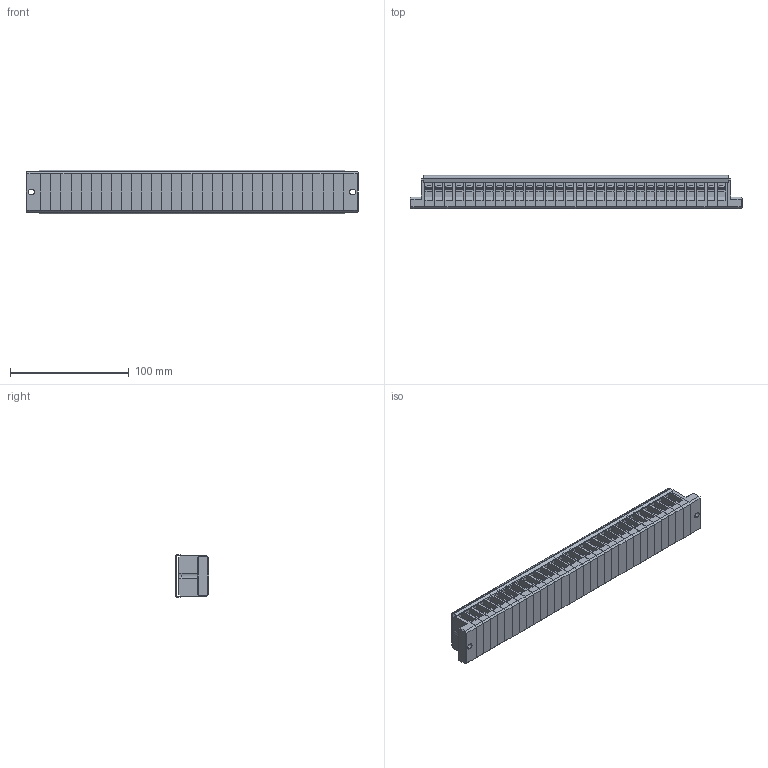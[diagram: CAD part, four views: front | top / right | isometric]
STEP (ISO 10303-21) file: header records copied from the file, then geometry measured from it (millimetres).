
FILE_DESCRIPTION (( 'STEP AP203' ), '1' );
FILE_NAME ('BTB15C30_rev0.0.STEP', '2021-10-20T00:15:48', ( '' ), ( '' ), 'SwSTEP 2.0', 'SolidWorks 2019', '' );
FILE_SCHEMA (( 'CONFIG_CONTROL_DESIGN' ));
Length unit declared in the file: millimetre
Products named in the file (5): TB15-30_蹬怮椔; BTB15-TERM-CV-30_蹬怮椔; BTB15_BODY; BTB15-END-BOARD; BTB15C30_rev0.0
Assembly tree (34 placements, depth 2):
  BTB15C30_rev0.0
    BTB15-END-BOARD  x2
    BTB15_BODY  x30
    BTB15-TERM-CV-30_蹬怮椔
    TB15-30_蹬怮椔
Bounding box: 280 x 28 x 36.6 mm (x, y, z)
Volume: 173678.5 mm3; surface area: 113939.2 mm2
Topology: 34 solids, 34 shells, 1949 faces, 5223 edges, 3462 vertices
Faces by surface type: plane 1508, cylinder 321, torus 120
Entity records: 5151 total; most frequent: DIRECTION 686, CARTESIAN_POINT 681, ORIENTED_EDGE 632, EDGE_CURVE 316, VECTOR 256, LINE 256, AXIS2_PLACEMENT_3D 215, VERTEX_POINT 210
